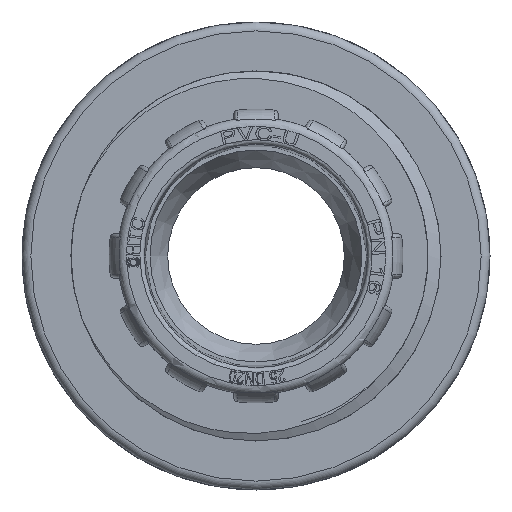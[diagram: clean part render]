
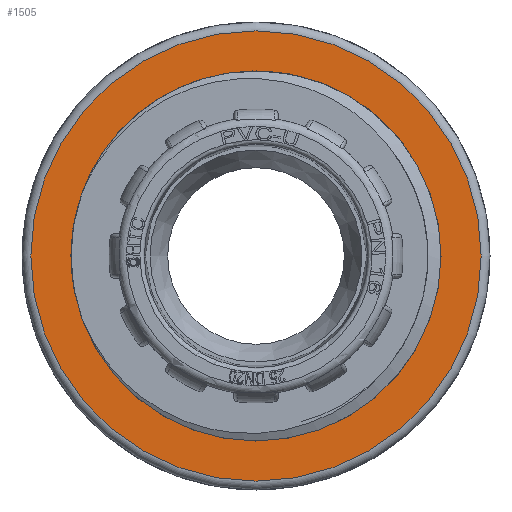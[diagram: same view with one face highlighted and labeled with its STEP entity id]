
A CAD part, front view. The second image highlights one B-rep face of the part: STEP entity #1505.
In plain terms, the highlighted planar face has unit normal (0, -1, 0).
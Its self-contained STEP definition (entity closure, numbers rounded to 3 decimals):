
#1505=ADVANCED_FACE('',(#4687,#4688),#2234,.T.);
#2234=PLANE('',#15576);
#2742=CIRCLE('',#15573,20.955);
#2743=CIRCLE('',#15575,25.5);
#4687=FACE_BOUND('',#4976,.T.);
#4688=FACE_BOUND('',#4977,.T.);
#4976=EDGE_LOOP('',(#6777));
#4977=EDGE_LOOP('',(#6778));
#6777=ORIENTED_EDGE('',*,*,#12303,.T.);
#6778=ORIENTED_EDGE('',*,*,#12302,.T.);
#10662=VERTEX_POINT('',#25386);
#10663=VERTEX_POINT('',#25933);
#12302=EDGE_CURVE('',#10662,#10662,#2742,.T.);
#12303=EDGE_CURVE('',#10663,#10663,#2743,.T.);
#15573=AXIS2_PLACEMENT_3D('',#25385,#16986,#16987);
#15575=AXIS2_PLACEMENT_3D('',#25932,#16990,#16991);
#15576=AXIS2_PLACEMENT_3D('',#25934,#16992,#16993);
#16986=DIRECTION('',(0.,1.,0.));
#16987=DIRECTION('',(-1.,0.,0.));
#16990=DIRECTION('',(0.,-1.,0.));
#16991=DIRECTION('',(-1.,0.,0.));
#16992=DIRECTION('',(0.,-1.,0.));
#16993=DIRECTION('',(-1.,0.,0.));
#25385=CARTESIAN_POINT('',(436.523,100.975,0.));
#25386=CARTESIAN_POINT('',(415.568,100.975,0.));
#25932=CARTESIAN_POINT('',(436.523,100.975,0.));
#25933=CARTESIAN_POINT('',(411.023,100.975,0.));
#25934=CARTESIAN_POINT('',(436.523,100.975,0.));
